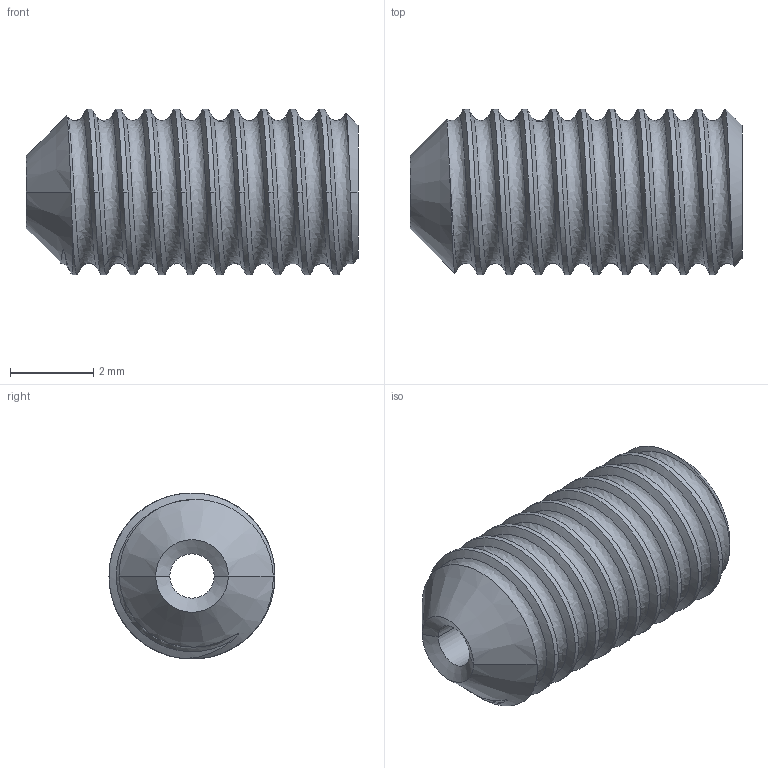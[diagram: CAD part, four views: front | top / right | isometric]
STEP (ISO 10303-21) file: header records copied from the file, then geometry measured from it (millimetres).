
FILE_DESCRIPTION((''),'2;1');
FILE_NAME('001_SET_SCREW_MM_ASM','2023-10-27T',('SYSTEM'),(''),'PRO/ENGINEER BY PARAMETRIC TECHNOLOGY CORPORATION, 2016360','PRO/ENGINEER BY PARAMETRIC TECHNOLOGY CORPORATION, 2016360','');
FILE_SCHEMA(('AUTOMOTIVE_DESIGN { 1 0 10303 214 1 1 1 1 }'));
Length unit declared in the file: millimetre
Products named in the file (2): MT-407_AF0; 001_SET_SCREW_MM_ASM
Assembly tree (1 placements, depth 2):
  001_SET_SCREW_MM_ASM
    MT-407_AF0
Bounding box: 8 x 4 x 4 mm (x, y, z)
Volume: 66.6 mm3; surface area: 169.8 mm2
Topology: 1 solids, 1 shells, 46 faces, 122 edges, 78 vertices
Faces by surface type: cylinder 20, bspline 12, plane 8, cone 6
Entity records: 5100 total; most frequent: CARTESIAN_POINT 3898, ORIENTED_EDGE 244, DIRECTION 145, EDGE_CURVE 122, COLOUR_RGB 110, VERTEX_POINT 78, B_SPLINE_CURVE_WITH_KNOTS 62, VECTOR 49
